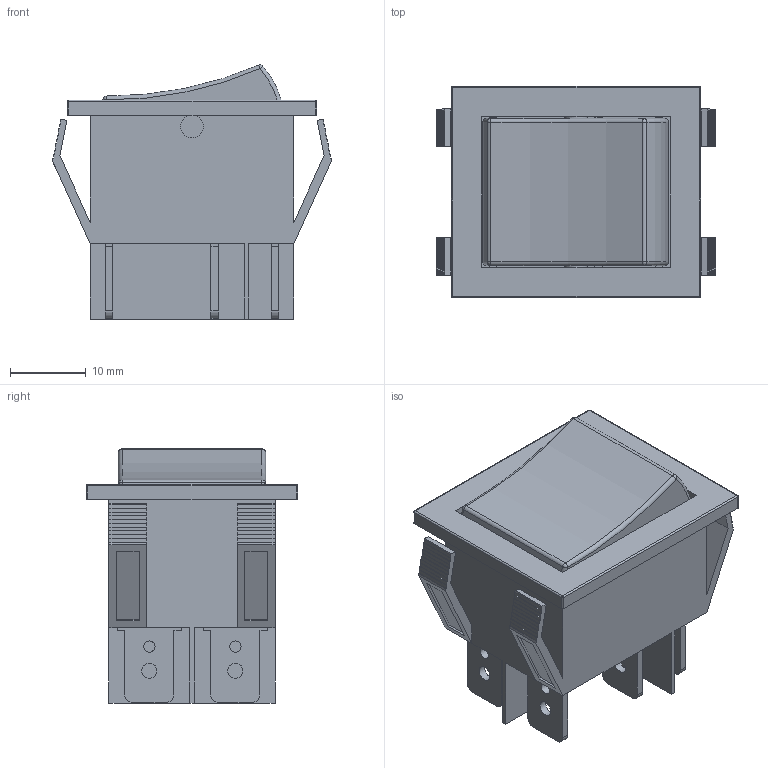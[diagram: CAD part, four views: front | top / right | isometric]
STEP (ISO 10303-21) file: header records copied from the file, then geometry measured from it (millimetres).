
FILE_DESCRIPTION(/* description */ (''),/* implementation_level */ '2;1');
FILE_NAME(/* name */ 'Rocker Switch v27.step',/* time_stamp */ '2020-01-12T15:04:12+11:00',/* author */ (''),/* organization */ (''),/* preprocessor_version */ 'ST-DEVELOPER v18',/* originating_system */ 'Autodesk Translation Framework v8.12.0.6',/* authorisation */ '');
FILE_SCHEMA (('AUTOMOTIVE_DESIGN { 1 0 10303 214 3 1 1 }'));
Length unit declared in the file: millimetre
Products named in the file (5): Rocker Switch; main-casing; rocker-switch; rocker-pivot; connectors
Assembly tree (4 placements, depth 2):
  Rocker Switch
    main-casing
    rocker-switch
    rocker-pivot
    connectors
Bounding box: 37 x 28 x 33.68 mm (x, y, z)
Volume: 7932.5 mm3; surface area: 10754.7 mm2
Topology: 4 solids, 4 shells, 282 faces, 772 edges, 502 vertices
Faces by surface type: plane 219, cylinder 45, torus 10, sphere 8
Full cylindrical faces by diameter (mm): 1.5 x6, 2 x6, 3 x4
Entity records: 9036 total; most frequent: CARTESIAN_POINT 1565, ORIENTED_EDGE 1544, DIRECTION 1468, EDGE_CURVE 772, LINE 658, VECTOR 658, VERTEX_POINT 502, AXIS2_PLACEMENT_3D 405
